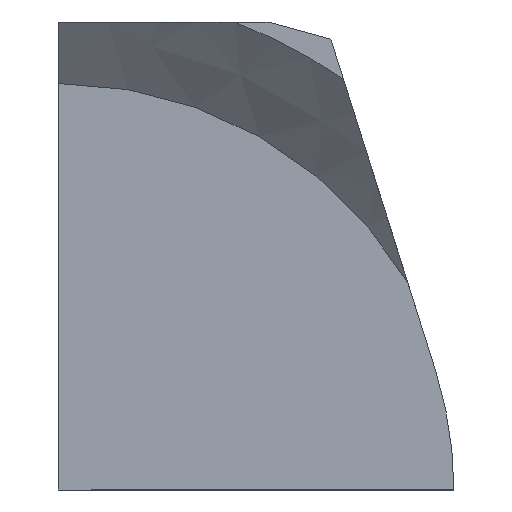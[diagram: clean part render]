
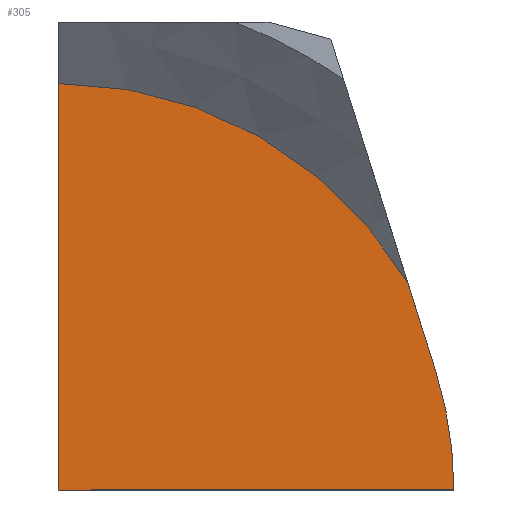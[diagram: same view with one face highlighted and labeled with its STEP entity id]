
A CAD part, front view. The second image highlights one B-rep face of the part: STEP entity #305.
In plain terms, the highlighted planar face has unit normal (0, -1, 0).
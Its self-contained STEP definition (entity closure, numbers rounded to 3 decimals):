
#23 = DIRECTION ( 'NONE',  ( 0.301, 0., -0.954 ) ) ;
#25 = CARTESIAN_POINT ( 'NONE',  ( 0., -4.8, 0. ) ) ;
#40 = CARTESIAN_POINT ( 'NONE',  ( 0., -4.8, 0. ) ) ;
#58 = LINE ( 'NONE', #101, #382 ) ;
#62 = DIRECTION ( 'NONE',  ( 1., 0., 0. ) ) ;
#63 = CIRCLE ( 'NONE', #357, 18.5 ) ;
#65 = DIRECTION ( 'NONE',  ( 0.228, 0., 0.974 ) ) ;
#71 = VERTEX_POINT ( 'NONE', #367 ) ;
#72 = VECTOR ( 'NONE', #258, 1000. ) ;
#75 = ORIENTED_EDGE ( 'NONE', *, *, #196, .T. ) ;
#79 = ORIENTED_EDGE ( 'NONE', *, *, #463, .F. ) ;
#101 = CARTESIAN_POINT ( 'NONE',  ( 16.34, -4.8, 9.695 ) ) ;
#111 = ORIENTED_EDGE ( 'NONE', *, *, #121, .F. ) ;
#119 = AXIS2_PLACEMENT_3D ( 'NONE', #372, #253, #65 ) ;
#121 = EDGE_CURVE ( 'NONE', #383, #195, #63, .T. ) ;
#136 = CARTESIAN_POINT ( 'NONE',  ( 17.643, -4.8, 5.566 ) ) ;
#153 = DIRECTION ( 'NONE',  ( 0., -1., 0. ) ) ;
#175 = AXIS2_PLACEMENT_3D ( 'NONE', #40, #153, #197 ) ;
#176 = VERTEX_POINT ( 'NONE', #336 ) ;
#195 = VERTEX_POINT ( 'NONE', #257 ) ;
#196 = EDGE_CURVE ( 'NONE', #71, #195, #411, .T. ) ;
#197 = DIRECTION ( 'NONE',  ( 0., 0., 1. ) ) ;
#198 = ORIENTED_EDGE ( 'NONE', *, *, #468, .F. ) ;
#211 = CARTESIAN_POINT ( 'NONE',  ( 0., -4.8, 0. ) ) ;
#253 = DIRECTION ( 'NONE',  ( 0., 1., 0. ) ) ;
#255 = CIRCLE ( 'NONE', #119, 19. ) ;
#257 = CARTESIAN_POINT ( 'NONE',  ( 18.5, -4.8, 0. ) ) ;
#258 = DIRECTION ( 'NONE',  ( 0., 0., -1. ) ) ;
#264 = DIRECTION ( 'NONE',  ( 0.954, 0., 0.301 ) ) ;
#274 = FACE_OUTER_BOUND ( 'NONE', #479, .T. ) ;
#281 = VECTOR ( 'NONE', #62, 1000. ) ;
#303 = ORIENTED_EDGE ( 'NONE', *, *, #423, .T. ) ;
#305 = ADVANCED_FACE ( 'NONE', ( #274 ), #430, .T. ) ;
#336 = CARTESIAN_POINT ( 'NONE',  ( 0., -4.8, 19. ) ) ;
#357 = AXIS2_PLACEMENT_3D ( 'NONE', #211, #370, #264 ) ;
#367 = CARTESIAN_POINT ( 'NONE',  ( 0., -4.8, 0. ) ) ;
#370 = DIRECTION ( 'NONE',  ( 0., 1., 0. ) ) ;
#372 = CARTESIAN_POINT ( 'NONE',  ( 0., -4.8, 0. ) ) ;
#373 = CARTESIAN_POINT ( 'NONE',  ( 0., -4.8, 0. ) ) ;
#382 = VECTOR ( 'NONE', #23, 1000. ) ;
#383 = VERTEX_POINT ( 'NONE', #136 ) ;
#411 = LINE ( 'NONE', #373, #281 ) ;
#414 = CARTESIAN_POINT ( 'NONE',  ( 16.34, -4.8, 9.695 ) ) ;
#423 = EDGE_CURVE ( 'NONE', #176, #71, #483, .T. ) ;
#430 = PLANE ( 'NONE',  #175 ) ;
#431 = VERTEX_POINT ( 'NONE', #414 ) ;
#463 = EDGE_CURVE ( 'NONE', #176, #431, #255, .T. ) ;
#468 = EDGE_CURVE ( 'NONE', #431, #383, #58, .T. ) ;
#479 = EDGE_LOOP ( 'NONE', ( #79, #303, #75, #111, #198 ) ) ;
#483 = LINE ( 'NONE', #25, #72 ) ;
